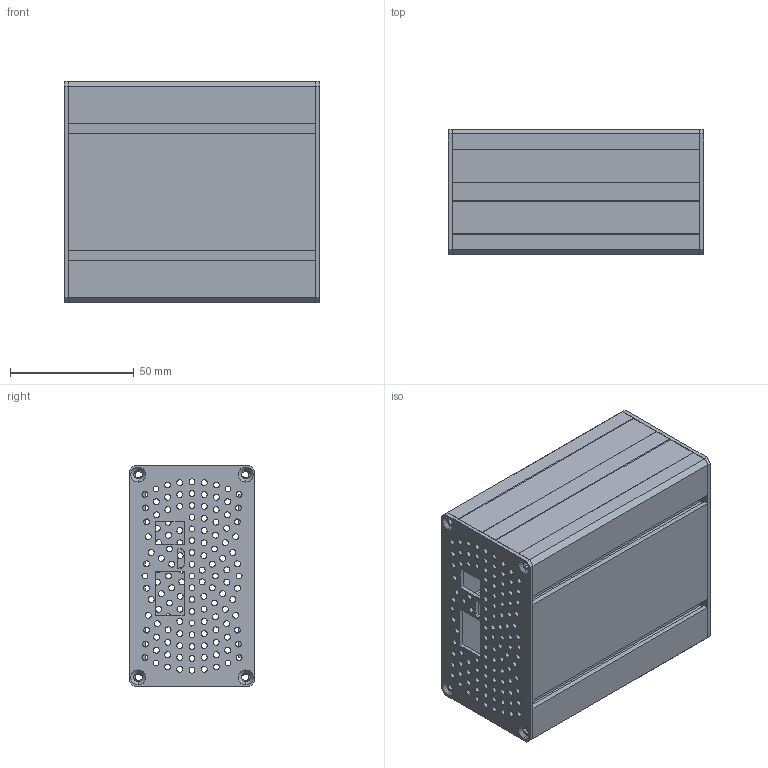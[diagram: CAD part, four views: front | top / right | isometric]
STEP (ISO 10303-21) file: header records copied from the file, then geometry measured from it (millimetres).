
FILE_DESCRIPTION (( 'STEP AP214' ), '1' );
FILE_NAME ('Parallella Assembly.STEP', '2015-08-26T03:56:09', ( '' ), ( '' ), 'SwSTEP 2.0', 'SolidWorks 2014', '' );
FILE_SCHEMA (( 'AUTOMOTIVE_DESIGN' ));
Length unit declared in the file: inch
Products named in the file (4): Case; Front Plate - Copy; Parallella Assembly; Back Plate Holes
Assembly tree (3 placements, depth 2):
  Parallella Assembly
    Front Plate - Copy
    Back Plate Holes
    Case
Bounding box: 103.17 x 50.8 x 89.5 mm (x, y, z)
Volume: 95673.3 mm3; surface area: 109336.8 mm2
Topology: 3 solids, 3 shells, 826 faces, 2444 edges, 1624 vertices
Faces by surface type: cylinder 526, plane 284, cone 16
Entity records: 32660 total; most frequent: DIRECTION 5176, CARTESIAN_POINT 4900, ORIENTED_EDGE 4888, EDGE_CURVE 2444, AXIS2_PLACEMENT_3D 1900, VERTEX_POINT 1624, VECTOR 1376, LINE 1376
